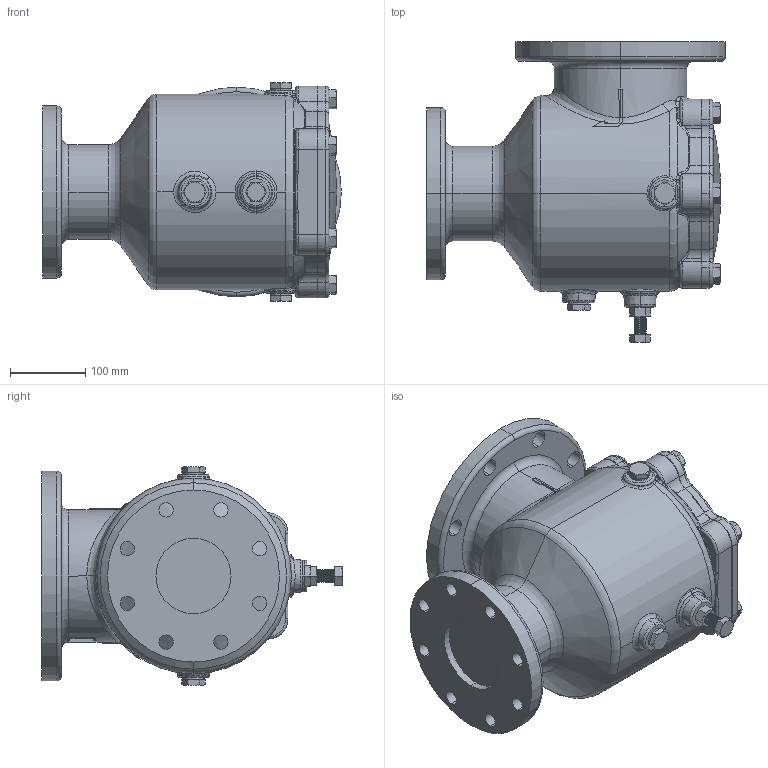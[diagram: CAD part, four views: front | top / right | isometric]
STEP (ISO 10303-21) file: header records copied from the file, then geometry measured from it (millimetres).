
FILE_DESCRIPTION (( 'STEP AP214' ), '1' );
FILE_NAME ('SD-6in_4in-125Lb.STEP', '2017-09-14T20:05:24', ( '' ), ( '' ), 'SwSTEP 2.0', 'SolidWorks 2013', '' );
FILE_SCHEMA (( 'AUTOMOTIVE_DESIGN' ));
Length unit declared in the file: inch
Products named in the file (4): X2SD-6in_4in-125Lb; X1SD-6in_4in-125Lb; SD-6in_4in-125Lb
Assembly tree (3 placements, depth 2):
  SD-6in_4in-125Lb
    SD-6in_4in-125Lb
    X1SD-6in_4in-125Lb
    X2SD-6in_4in-125Lb
Bounding box: 397.5 x 400.03 x 291 mm (x, y, z)
Volume: 18626943.5 mm3; surface area: 692081.1 mm2
Topology: 3 solids, 5 shells, 751 faces, 1876 edges, 1148 vertices
Faces by surface type: cylinder 265, plane 164, cone 119, bspline 106, torus 87, sphere 10
Entity records: 48361 total; most frequent: CARTESIAN_POINT 31706, ORIENTED_EDGE 3720, DIRECTION 3249, EDGE_CURVE 1860, AXIS2_PLACEMENT_3D 1364, VERTEX_POINT 1144, EDGE_LOOP 810, ADVANCED_FACE 751
